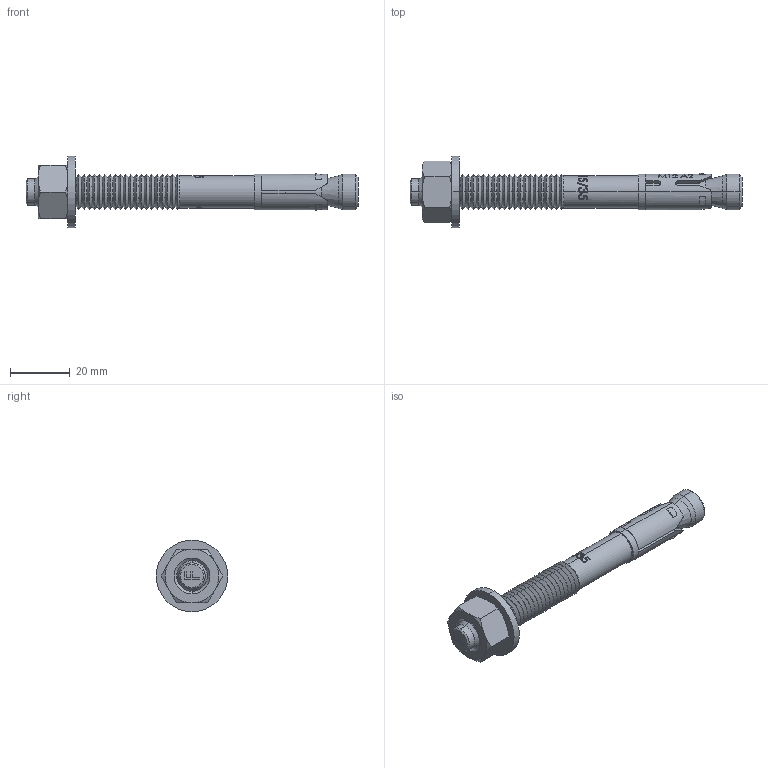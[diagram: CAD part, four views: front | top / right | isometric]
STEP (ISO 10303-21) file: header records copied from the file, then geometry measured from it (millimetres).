
FILE_DESCRIPTION (( 'STEP AP214' ), '1' );
FILE_NAME ('3498350.STEP', '2019-12-12T12:17:48', ( '' ), ( '' ), 'SwSTEP 2.0', 'SolidWorks 2018', '' );
FILE_SCHEMA (( 'AUTOMOTIVE_DESIGN' ));
Length unit declared in the file: millimetre
Products named in the file (6): Konusbolzen_BZ_plus_M12_BZ Plus 12-15-35-110^BZ 12-15-35_110(2)_P_0000013603_1; Spreizblech_M12^BZ 12-15-35_110(2)_P_0000013603_1; Scheibe_bz_plus_M12^BZ 12-15-35_110(2)_P_0000013603_1; 3498350; Mutter_M12^BZ 12-15-35_110(2)_P_0000013603_1; BZ 12-15-35_110(2)^P_0000013603_1
Assembly tree (5 placements, depth 3):
  3498350
    BZ 12-15-35_110(2)^P_0000013603_1
      Konusbolzen_BZ_plus_M12_BZ Plus 12-15-35-110^BZ 12-15-35_110(2)_P_0000013603_1
      Spreizblech_M12^BZ 12-15-35_110(2)_P_0000013603_1
      Mutter_M12^BZ 12-15-35_110(2)_P_0000013603_1
      Scheibe_bz_plus_M12^BZ 12-15-35_110(2)_P_0000013603_1
Bounding box: 111.5 x 24 x 24 mm (x, y, z)
Volume: 12995 mm3; surface area: 8694.7 mm2
Topology: 4 solids, 4 shells, 438 faces, 1064 edges, 656 vertices
Faces by surface type: cone 164, plane 119, bspline 87, cylinder 68
Entity records: 20964 total; most frequent: CARTESIAN_POINT 11396, ORIENTED_EDGE 2128, DIRECTION 1643, EDGE_CURVE 1064, VERTEX_POINT 656, AXIS2_PLACEMENT_3D 630, EDGE_LOOP 464, FACE_OUTER_BOUND 438
